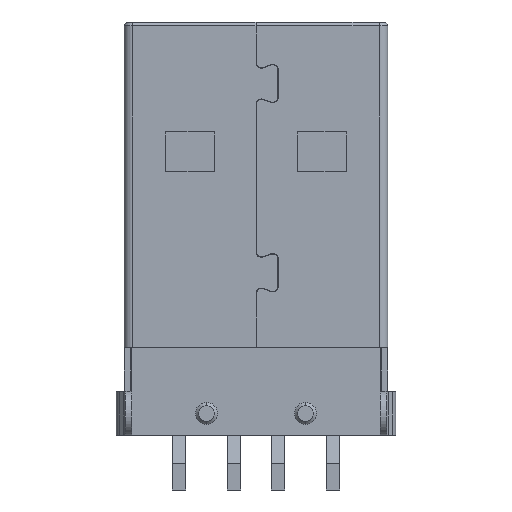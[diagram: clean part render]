
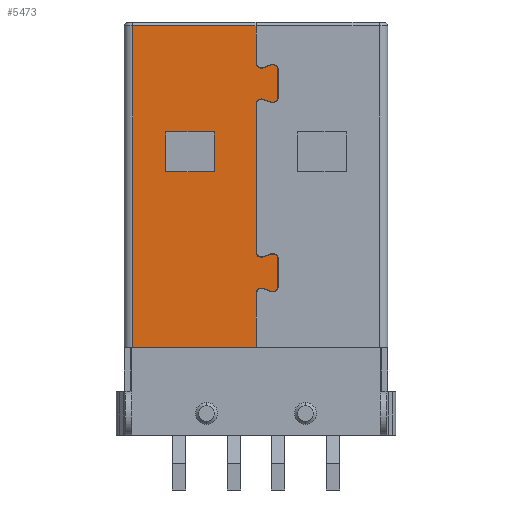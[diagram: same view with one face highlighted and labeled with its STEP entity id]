
A CAD part, front view. The second image highlights one B-rep face of the part: STEP entity #5473.
In plain terms, the highlighted planar face has unit normal (0, -1, 0).
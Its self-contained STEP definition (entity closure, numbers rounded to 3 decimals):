
#529=DIRECTION('',(0.,0.,-1.));
#530=VECTOR('',#529,1.677);
#531=CARTESIAN_POINT('',(0.,-2.25,9.227));
#532=LINE('',#531,#530);
#533=CARTESIAN_POINT('',(0.25,-2.25,7.55));
#534=DIRECTION('',(0.,-1.,0.));
#535=DIRECTION('',(-1.,0.,0.));
#536=AXIS2_PLACEMENT_3D('',#533,#534,#535);
#538=DIRECTION('',(0.94,0.,0.342));
#539=VECTOR('',#538,0.35);
#540=CARTESIAN_POINT('',(0.336,-2.25,7.315));
#541=LINE('',#540,#539);
#542=CARTESIAN_POINT('',(0.75,-2.25,7.2));
#543=DIRECTION('',(0.,-1.,0.));
#544=DIRECTION('',(1.,0.,0.));
#545=AXIS2_PLACEMENT_3D('',#542,#543,#544);
#547=DIRECTION('',(0.,0.,-1.));
#548=VECTOR('',#547,1.2);
#549=CARTESIAN_POINT('',(1.,-2.25,7.2));
#550=LINE('',#549,#548);
#551=CARTESIAN_POINT('',(0.75,-2.25,6.));
#552=DIRECTION('',(0.,-1.,0.));
#553=DIRECTION('',(-0.342,0.,-0.94));
#554=AXIS2_PLACEMENT_3D('',#551,#552,#553);
#556=DIRECTION('',(-0.94,0.,0.342));
#557=VECTOR('',#556,0.35);
#558=CARTESIAN_POINT('',(0.664,-2.25,5.765));
#559=LINE('',#558,#557);
#560=CARTESIAN_POINT('',(0.25,-2.25,5.65));
#561=DIRECTION('',(0.,-1.,0.));
#562=DIRECTION('',(0.342,0.,0.94));
#563=AXIS2_PLACEMENT_3D('',#560,#561,#562);
#565=DIRECTION('',(0.,0.,-1.));
#566=VECTOR('',#565,6.7);
#567=CARTESIAN_POINT('',(0.,-2.25,5.65));
#568=LINE('',#567,#566);
#569=CARTESIAN_POINT('',(0.25,-2.25,-1.05));
#570=DIRECTION('',(0.,-1.,0.));
#571=DIRECTION('',(-1.,0.,0.));
#572=AXIS2_PLACEMENT_3D('',#569,#570,#571);
#574=DIRECTION('',(0.94,0.,0.342));
#575=VECTOR('',#574,0.35);
#576=CARTESIAN_POINT('',(0.336,-2.25,-1.285));
#577=LINE('',#576,#575);
#578=CARTESIAN_POINT('',(0.75,-2.25,-1.4));
#579=DIRECTION('',(0.,-1.,0.));
#580=DIRECTION('',(1.,0.,0.));
#581=AXIS2_PLACEMENT_3D('',#578,#579,#580);
#583=DIRECTION('',(0.,0.,-1.));
#584=VECTOR('',#583,1.2);
#585=CARTESIAN_POINT('',(1.,-2.25,-1.4));
#586=LINE('',#585,#584);
#587=CARTESIAN_POINT('',(0.75,-2.25,-2.6));
#588=DIRECTION('',(0.,-1.,0.));
#589=DIRECTION('',(-0.342,0.,-0.94));
#590=AXIS2_PLACEMENT_3D('',#587,#588,#589);
#592=DIRECTION('',(-0.94,0.,0.342));
#593=VECTOR('',#592,0.35);
#594=CARTESIAN_POINT('',(0.664,-2.25,-2.835));
#595=LINE('',#594,#593);
#596=CARTESIAN_POINT('',(0.25,-2.25,-2.95));
#597=DIRECTION('',(0.,-1.,0.));
#598=DIRECTION('',(0.342,0.,0.94));
#599=AXIS2_PLACEMENT_3D('',#596,#597,#598);
#601=DIRECTION('',(0.,0.,1.));
#602=VECTOR('',#601,2.45);
#603=CARTESIAN_POINT('',(0.,-2.25,-5.4));
#604=LINE('',#603,#602);
#605=DIRECTION('',(1.,0.,0.));
#606=VECTOR('',#605,5.6);
#607=CARTESIAN_POINT('',(-5.6,-2.25,-5.4));
#608=LINE('',#607,#606);
#609=DIRECTION('',(0.,0.,1.));
#610=VECTOR('',#609,14.627);
#611=CARTESIAN_POINT('',(-5.6,-2.25,-5.4));
#612=LINE('',#611,#610);
#613=DIRECTION('',(1.,0.,0.));
#614=VECTOR('',#613,5.6);
#615=CARTESIAN_POINT('',(-5.6,-2.25,9.227));
#616=LINE('',#615,#614);
#633=DIRECTION('',(0.,0.,-1.));
#634=VECTOR('',#633,1.8);
#635=CARTESIAN_POINT('',(-4.1,-2.25,4.4));
#636=LINE('',#635,#634);
#637=DIRECTION('',(1.,0.,0.));
#638=VECTOR('',#637,2.2);
#639=CARTESIAN_POINT('',(-4.1,-2.25,2.6));
#640=LINE('',#639,#638);
#641=DIRECTION('',(0.,0.,1.));
#642=VECTOR('',#641,1.8);
#643=CARTESIAN_POINT('',(-1.9,-2.25,2.6));
#644=LINE('',#643,#642);
#645=DIRECTION('',(-1.,0.,0.));
#646=VECTOR('',#645,2.2);
#647=CARTESIAN_POINT('',(-1.9,-2.25,4.4));
#648=LINE('',#647,#646);
#3693=CARTESIAN_POINT('',(-5.6,-2.25,-5.4));
#3694=VERTEX_POINT('',#3693);
#3842=CARTESIAN_POINT('',(-5.6,-2.25,9.227));
#3844=VERTEX_POINT('',#3842);
#4249=CARTESIAN_POINT('',(0.,-2.25,9.227));
#4250=CARTESIAN_POINT('',(0.,-2.25,7.55));
#4251=VERTEX_POINT('',#4249);
#4252=VERTEX_POINT('',#4250);
#4253=CARTESIAN_POINT('',(0.336,-2.25,7.315));
#4254=VERTEX_POINT('',#4253);
#4255=CARTESIAN_POINT('',(0.664,-2.25,7.435));
#4256=VERTEX_POINT('',#4255);
#4257=CARTESIAN_POINT('',(1.,-2.25,7.2));
#4258=VERTEX_POINT('',#4257);
#4259=CARTESIAN_POINT('',(1.,-2.25,6.));
#4260=VERTEX_POINT('',#4259);
#4261=CARTESIAN_POINT('',(0.664,-2.25,5.765));
#4262=VERTEX_POINT('',#4261);
#4263=CARTESIAN_POINT('',(0.336,-2.25,5.885));
#4264=VERTEX_POINT('',#4263);
#4265=CARTESIAN_POINT('',(0.,-2.25,5.65));
#4266=VERTEX_POINT('',#4265);
#4267=CARTESIAN_POINT('',(0.,-2.25,-1.05));
#4268=VERTEX_POINT('',#4267);
#4269=CARTESIAN_POINT('',(0.336,-2.25,-1.285));
#4270=VERTEX_POINT('',#4269);
#4271=CARTESIAN_POINT('',(0.664,-2.25,-1.165));
#4272=VERTEX_POINT('',#4271);
#4273=CARTESIAN_POINT('',(1.,-2.25,-1.4));
#4274=VERTEX_POINT('',#4273);
#4275=CARTESIAN_POINT('',(1.,-2.25,-2.6));
#4276=VERTEX_POINT('',#4275);
#4277=CARTESIAN_POINT('',(0.664,-2.25,-2.835));
#4278=VERTEX_POINT('',#4277);
#4279=CARTESIAN_POINT('',(0.336,-2.25,-2.715));
#4280=VERTEX_POINT('',#4279);
#4281=CARTESIAN_POINT('',(0.,-2.25,-2.95));
#4282=VERTEX_POINT('',#4281);
#4283=CARTESIAN_POINT('',(0.,-2.25,-5.4));
#4284=VERTEX_POINT('',#4283);
#4361=CARTESIAN_POINT('',(-4.1,-2.25,4.4));
#4362=CARTESIAN_POINT('',(-4.1,-2.25,2.6));
#4363=VERTEX_POINT('',#4361);
#4364=VERTEX_POINT('',#4362);
#4365=CARTESIAN_POINT('',(-1.9,-2.25,2.6));
#4366=VERTEX_POINT('',#4365);
#4367=CARTESIAN_POINT('',(-1.9,-2.25,4.4));
#4368=VERTEX_POINT('',#4367);
#5417=CARTESIAN_POINT('',(-5.6,-2.25,-9.4));
#5418=DIRECTION('',(0.,-1.,0.));
#5419=DIRECTION('',(1.,0.,0.));
#5420=AXIS2_PLACEMENT_3D('',#5417,#5418,#5419);
#5421=PLANE('',#5420);
#5423=ORIENTED_EDGE('',*,*,#5422,.T.);
#5425=ORIENTED_EDGE('',*,*,#5424,.T.);
#5427=ORIENTED_EDGE('',*,*,#5426,.T.);
#5429=ORIENTED_EDGE('',*,*,#5428,.F.);
#5431=ORIENTED_EDGE('',*,*,#5430,.T.);
#5433=ORIENTED_EDGE('',*,*,#5432,.F.);
#5435=ORIENTED_EDGE('',*,*,#5434,.T.);
#5437=ORIENTED_EDGE('',*,*,#5436,.T.);
#5439=ORIENTED_EDGE('',*,*,#5438,.T.);
#5441=ORIENTED_EDGE('',*,*,#5440,.T.);
#5443=ORIENTED_EDGE('',*,*,#5442,.T.);
#5445=ORIENTED_EDGE('',*,*,#5444,.F.);
#5447=ORIENTED_EDGE('',*,*,#5446,.T.);
#5449=ORIENTED_EDGE('',*,*,#5448,.F.);
#5451=ORIENTED_EDGE('',*,*,#5450,.T.);
#5453=ORIENTED_EDGE('',*,*,#5452,.T.);
#5455=ORIENTED_EDGE('',*,*,#5454,.F.);
#5456=ORIENTED_EDGE('',*,*,#5329,.F.);
#5458=ORIENTED_EDGE('',*,*,#5457,.T.);
#5460=ORIENTED_EDGE('',*,*,#5459,.T.);
#5461=EDGE_LOOP('',(#5423,#5425,#5427,#5429,#5431,#5433,#5435,#5437,#5439,#5441,
#5443,#5445,#5447,#5449,#5451,#5453,#5455,#5456,#5458,#5460));
#5462=FACE_OUTER_BOUND('',#5461,.F.);
#5464=ORIENTED_EDGE('',*,*,#5463,.T.);
#5466=ORIENTED_EDGE('',*,*,#5465,.T.);
#5468=ORIENTED_EDGE('',*,*,#5467,.T.);
#5470=ORIENTED_EDGE('',*,*,#5469,.T.);
#5471=EDGE_LOOP('',(#5464,#5466,#5468,#5470));
#5472=FACE_BOUND('',#5471,.F.);
#5473=ADVANCED_FACE('',(#5462,#5472),#5421,.T.);
#537=CIRCLE('',#536,0.25);
#546=CIRCLE('',#545,0.25);
#555=CIRCLE('',#554,0.25);
#564=CIRCLE('',#563,0.25);
#573=CIRCLE('',#572,0.25);
#582=CIRCLE('',#581,0.25);
#591=CIRCLE('',#590,0.25);
#600=CIRCLE('',#599,0.25);
#5329=EDGE_CURVE('',#3694,#4284,#608,.T.);
#5422=EDGE_CURVE('',#4251,#4252,#532,.T.);
#5424=EDGE_CURVE('',#4252,#4254,#537,.T.);
#5426=EDGE_CURVE('',#4254,#4256,#541,.T.);
#5428=EDGE_CURVE('',#4258,#4256,#546,.T.);
#5430=EDGE_CURVE('',#4258,#4260,#550,.T.);
#5432=EDGE_CURVE('',#4262,#4260,#555,.T.);
#5434=EDGE_CURVE('',#4262,#4264,#559,.T.);
#5436=EDGE_CURVE('',#4264,#4266,#564,.T.);
#5438=EDGE_CURVE('',#4266,#4268,#568,.T.);
#5440=EDGE_CURVE('',#4268,#4270,#573,.T.);
#5442=EDGE_CURVE('',#4270,#4272,#577,.T.);
#5444=EDGE_CURVE('',#4274,#4272,#582,.T.);
#5446=EDGE_CURVE('',#4274,#4276,#586,.T.);
#5448=EDGE_CURVE('',#4278,#4276,#591,.T.);
#5450=EDGE_CURVE('',#4278,#4280,#595,.T.);
#5452=EDGE_CURVE('',#4280,#4282,#600,.T.);
#5454=EDGE_CURVE('',#4284,#4282,#604,.T.);
#5457=EDGE_CURVE('',#3694,#3844,#612,.T.);
#5459=EDGE_CURVE('',#3844,#4251,#616,.T.);
#5463=EDGE_CURVE('',#4363,#4364,#636,.T.);
#5465=EDGE_CURVE('',#4364,#4366,#640,.T.);
#5467=EDGE_CURVE('',#4366,#4368,#644,.T.);
#5469=EDGE_CURVE('',#4368,#4363,#648,.T.);
